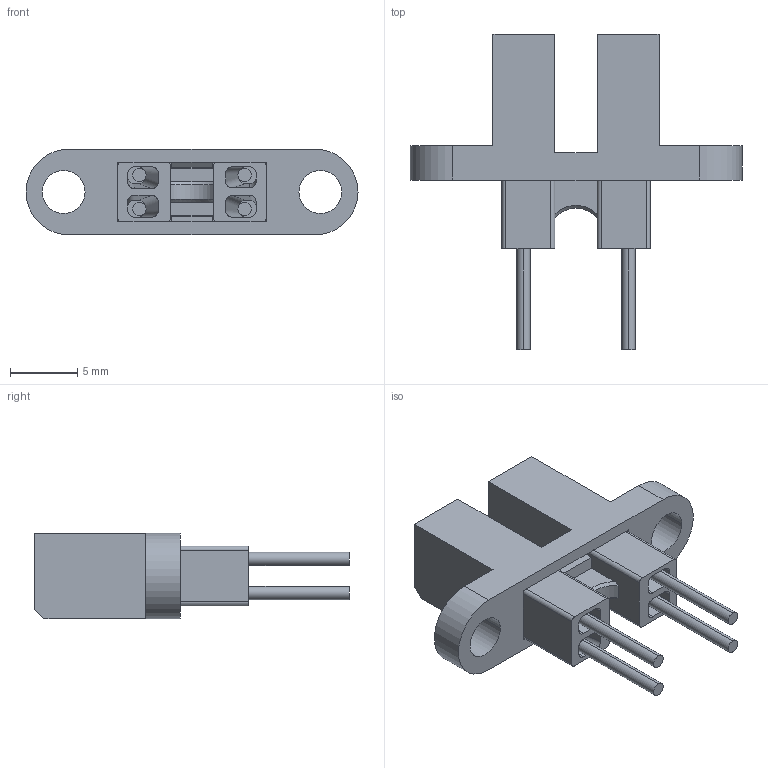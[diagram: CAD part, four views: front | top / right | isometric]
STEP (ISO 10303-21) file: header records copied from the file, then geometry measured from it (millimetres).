
FILE_DESCRIPTION((''),'2;1');
FILE_NAME('GL3_U_4WIRES_ASM','2011-06-09T',('sereneee'),(''),'PRO/ENGINEER BY PARAMETRIC TECHNOLOGY CORPORATION, 2006140','PRO/ENGINEER BY PARAMETRIC TECHNOLOGY CORPORATION, 2006140','');
FILE_SCHEMA(('CONFIG_CONTROL_DESIGN'));
Length unit declared in the file: millimetre
Products named in the file (7): MSBR-6; MSBR-5; MSBR-4; MSBR-3; MSBR-2; MSBR-1; GL3_U_4WIRES_ASM
Assembly tree (6 placements, depth 2):
  GL3_U_4WIRES_ASM
    MSBR-6
    MSBR-5
    MSBR-4
    MSBR-3
    MSBR-2
    MSBR-1
Bounding box: 24.64 x 23.37 x 6.35 mm (x, y, z)
Volume: 790.9 mm3; surface area: 1658.2 mm2
Topology: 6 solids, 6 shells, 171 faces, 475 edges, 313 vertices
Faces by surface type: plane 112, cylinder 57, cone 2
Entity records: 5766 total; most frequent: CARTESIAN_POINT 1173, ORIENTED_EDGE 950, DIRECTION 902, EDGE_CURVE 475, VECTOR 350, LINE 350, VERTEX_POINT 313, AXIS2_PLACEMENT_3D 276
